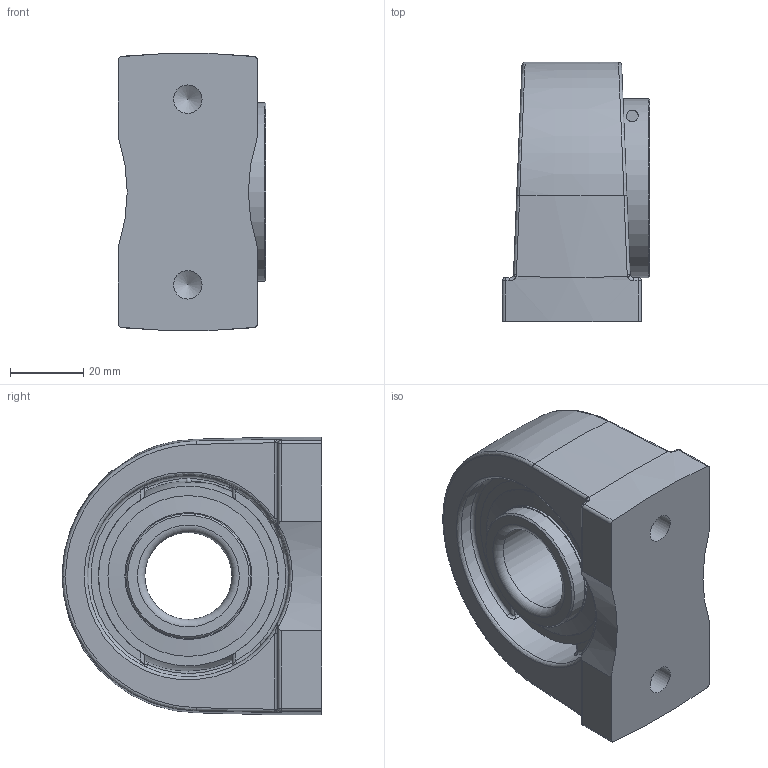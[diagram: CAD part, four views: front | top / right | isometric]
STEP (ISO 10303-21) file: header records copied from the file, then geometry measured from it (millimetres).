
FILE_DESCRIPTION(/* description */ ('Alibre Inc.'),/* implementation_level */ '2;1');
FILE_NAME(/* name */ 'export-4FA1BEB8-F2E0-4B08-B182-62C645CCACF1',/* time_stamp */ '2020-05-18T11:35:43-07:00',/* author */ (''),/* organization */ (''),/* preprocessor_version */ 'ST-DEVELOPER v17',/* originating_system */ 'Alibre',/* authorisation */ '');
FILE_SCHEMA (('CONFIG_CONTROL_DESIGN'));
Length unit declared in the file: inch
Bounding box: 40.3 x 71 x 76 mm (x, y, z)
Volume: 111298.9 mm3; surface area: 42702.1 mm2
Topology: 16 solids, 16 shells, 232 faces, 599 edges, 376 vertices
Faces by surface type: plane 68, cylinder 62, cone 31, torus 26, bspline 25, sphere 20
Full cylindrical faces by diameter (mm): 3.242 x2, 4 x1, 7 x1, 7.798 x2, 23.813 x1, 34.225 x4, 34.733 x2, 44 x4, 55.143 x2, 60.25 x1
Entity records: 11264 total; most frequent: CARTESIAN_POINT 5791, ORIENTED_EDGE 1022, DIRECTION 805, EDGE_CURVE 511, AXIS2_PLACEMENT_3D 358, VERTEX_POINT 351, FACE_BOUND 286, EDGE_LOOP 275
